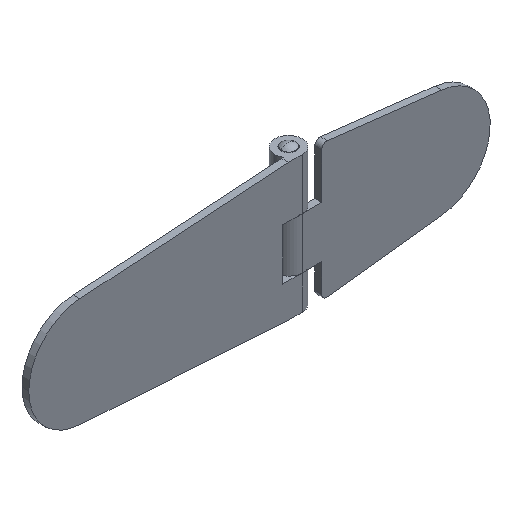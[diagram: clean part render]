
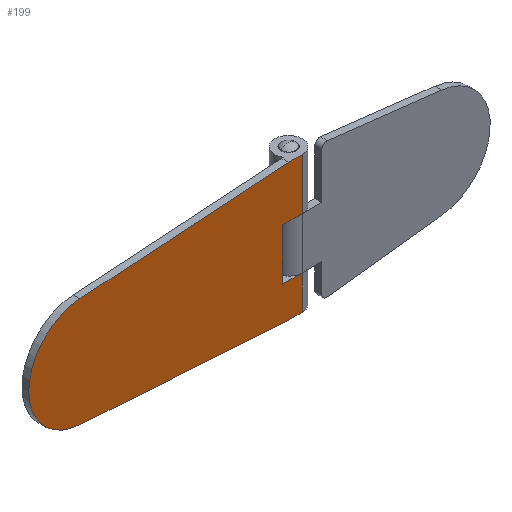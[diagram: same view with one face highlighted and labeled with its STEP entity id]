
A CAD part, isometric view. The second image highlights one B-rep face of the part: STEP entity #199.
In plain terms, the highlighted planar face has unit normal (0, -1, 0).
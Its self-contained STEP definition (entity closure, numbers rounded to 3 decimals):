
#167 = EDGE_LOOP ( 'NONE', ( #180, #200, #193, #191, #208, #205, #201, #194, #212, #183, #189 ) ) ;
#176 = VERTEX_POINT ( 'NONE', #783 ) ;
#180 = ORIENTED_EDGE ( 'NONE', *, *, #202, .F. ) ;
#183 = ORIENTED_EDGE ( 'NONE', *, *, #188, .F. ) ;
#188 = EDGE_CURVE ( 'NONE', #461, #207, #770, .T. ) ;
#189 = ORIENTED_EDGE ( 'NONE', *, *, #468, .F. ) ;
#190 = EDGE_CURVE ( 'NONE', #176, #410, #766, .T. ) ;
#191 = ORIENTED_EDGE ( 'NONE', *, *, #195, .T. ) ;
#192 = EDGE_CURVE ( 'NONE', #196, #211, #761, .T. ) ;
#193 = ORIENTED_EDGE ( 'NONE', *, *, #363, .T. ) ;
#194 = ORIENTED_EDGE ( 'NONE', *, *, #192, .T. ) ;
#195 = EDGE_CURVE ( 'NONE', #364, #198, #757, .T. ) ;
#196 = VERTEX_POINT ( 'NONE', #817 ) ;
#197 = EDGE_CURVE ( 'NONE', #203, #196, #816, .T. ) ;
#198 = VERTEX_POINT ( 'NONE', #812 ) ;
#199 = ADVANCED_FACE ( 'NONE', ( #811 ), #810, .F. ) ;
#200 = ORIENTED_EDGE ( 'NONE', *, *, #190, .T. ) ;
#201 = ORIENTED_EDGE ( 'NONE', *, *, #197, .T. ) ;
#202 = EDGE_CURVE ( 'NONE', #176, #448, #805, .T. ) ;
#203 = VERTEX_POINT ( 'NONE', #801 ) ;
#204 = EDGE_CURVE ( 'NONE', #203, #206, #800, .T. ) ;
#205 = ORIENTED_EDGE ( 'NONE', *, *, #204, .F. ) ;
#206 = VERTEX_POINT ( 'NONE', #796 ) ;
#207 = VERTEX_POINT ( 'NONE', #795 ) ;
#208 = ORIENTED_EDGE ( 'NONE', *, *, #209, .T. ) ;
#209 = EDGE_CURVE ( 'NONE', #198, #206, #794, .T. ) ;
#210 = EDGE_CURVE ( 'NONE', #211, #207, #790, .T. ) ;
#211 = VERTEX_POINT ( 'NONE', #853 ) ;
#212 = ORIENTED_EDGE ( 'NONE', *, *, #210, .T. ) ;
#363 = EDGE_CURVE ( 'NONE', #410, #364, #1055, .T. ) ;
#364 = VERTEX_POINT ( 'NONE', #1050 ) ;
#410 = VERTEX_POINT ( 'NONE', #1114 ) ;
#448 = VERTEX_POINT ( 'NONE', #1180 ) ;
#461 = VERTEX_POINT ( 'NONE', #1224 ) ;
#468 = EDGE_CURVE ( 'NONE', #448, #461, #1218, .T. ) ;
#757 = LINE ( 'NONE', #820, #819 ) ;
#758 = DIRECTION ( 'NONE',  ( 0., 0., 1. ) ) ;
#759 = VECTOR ( 'NONE', #758, 1000. ) ;
#760 = CARTESIAN_POINT ( 'NONE',  ( -5.7, -4., 20. ) ) ;
#761 = LINE ( 'NONE', #760, #759 ) ;
#762 = DIRECTION ( 'NONE',  ( -1., 0., 0. ) ) ;
#763 = DIRECTION ( 'NONE',  ( 0., -1., 0. ) ) ;
#764 = CARTESIAN_POINT ( 'NONE',  ( -64., -4., 0. ) ) ;
#765 = AXIS2_PLACEMENT_3D ( 'NONE', #764, #763, #762 ) ;
#766 = CIRCLE ( 'NONE', #765, 16. ) ;
#767 = DIRECTION ( 'NONE',  ( 0., 0., -1. ) ) ;
#768 = VECTOR ( 'NONE', #767, 1000. ) ;
#769 = CARTESIAN_POINT ( 'NONE',  ( 0., -4., 20. ) ) ;
#770 = LINE ( 'NONE', #769, #768 ) ;
#783 = CARTESIAN_POINT ( 'NONE',  ( -65.055, -4., 15.965 ) ) ;
#787 = DIRECTION ( 'NONE',  ( 1., 0., 0. ) ) ;
#788 = VECTOR ( 'NONE', #787, 1000. ) ;
#789 = CARTESIAN_POINT ( 'NONE',  ( 0., -4., 5. ) ) ;
#790 = LINE ( 'NONE', #789, #788 ) ;
#791 = DIRECTION ( 'NONE',  ( 1., 0., 0. ) ) ;
#792 = VECTOR ( 'NONE', #791, 1000. ) ;
#793 = CARTESIAN_POINT ( 'NONE',  ( 0., -4., -20. ) ) ;
#794 = LINE ( 'NONE', #793, #792 ) ;
#795 = CARTESIAN_POINT ( 'NONE',  ( 0., -4., 5. ) ) ;
#796 = CARTESIAN_POINT ( 'NONE',  ( 0., -4., -20. ) ) ;
#797 = DIRECTION ( 'NONE',  ( 0., 0., -1. ) ) ;
#798 = VECTOR ( 'NONE', #797, 1000. ) ;
#799 = CARTESIAN_POINT ( 'NONE',  ( 0., -4., 20. ) ) ;
#800 = LINE ( 'NONE', #799, #798 ) ;
#801 = CARTESIAN_POINT ( 'NONE',  ( 0., -4., -10. ) ) ;
#802 = DIRECTION ( 'NONE',  ( 0.998, 0., 0.066 ) ) ;
#803 = VECTOR ( 'NONE', #802, 1000. ) ;
#804 = CARTESIAN_POINT ( 'NONE',  ( -0.017, -4., 20.263 ) ) ;
#805 = LINE ( 'NONE', #804, #803 ) ;
#806 = DIRECTION ( 'NONE',  ( -1., 0., 0. ) ) ;
#807 = DIRECTION ( 'NONE',  ( 0., 1., 0. ) ) ;
#808 = CARTESIAN_POINT ( 'NONE',  ( 0., -4., 20. ) ) ;
#809 = AXIS2_PLACEMENT_3D ( 'NONE', #808, #807, #806 ) ;
#810 = PLANE ( 'NONE',  #809 ) ;
#811 = FACE_OUTER_BOUND ( 'NONE', #167, .T. ) ;
#812 = CARTESIAN_POINT ( 'NONE',  ( -4., -4., -20. ) ) ;
#813 = DIRECTION ( 'NONE',  ( -1., 0., 0. ) ) ;
#814 = VECTOR ( 'NONE', #813, 1000. ) ;
#815 = CARTESIAN_POINT ( 'NONE',  ( 0., -4., -10. ) ) ;
#816 = LINE ( 'NONE', #815, #814 ) ;
#817 = CARTESIAN_POINT ( 'NONE',  ( -5.7, -4., -10. ) ) ;
#818 = DIRECTION ( 'NONE',  ( 0.998, 0., -0.066 ) ) ;
#819 = VECTOR ( 'NONE', #818, 1000. ) ;
#820 = CARTESIAN_POINT ( 'NONE',  ( -2.649, -4., -20.089 ) ) ;
#853 = CARTESIAN_POINT ( 'NONE',  ( -5.7, -4., 5. ) ) ;
#1050 = CARTESIAN_POINT ( 'NONE',  ( -65.055, -4., -15.965 ) ) ;
#1051 = DIRECTION ( 'NONE',  ( -1., 0., 0. ) ) ;
#1052 = DIRECTION ( 'NONE',  ( 0., -1., 0. ) ) ;
#1053 = CARTESIAN_POINT ( 'NONE',  ( -64., -4., 0. ) ) ;
#1054 = AXIS2_PLACEMENT_3D ( 'NONE', #1053, #1052, #1051 ) ;
#1055 = CIRCLE ( 'NONE', #1054, 16. ) ;
#1114 = CARTESIAN_POINT ( 'NONE',  ( -80., -4., 0. ) ) ;
#1180 = CARTESIAN_POINT ( 'NONE',  ( -4., -4., 20. ) ) ;
#1215 = DIRECTION ( 'NONE',  ( 1., 0., 0. ) ) ;
#1216 = VECTOR ( 'NONE', #1215, 1000. ) ;
#1217 = CARTESIAN_POINT ( 'NONE',  ( 0., -4., 20. ) ) ;
#1218 = LINE ( 'NONE', #1217, #1216 ) ;
#1224 = CARTESIAN_POINT ( 'NONE',  ( 0., -4., 20. ) ) ;
